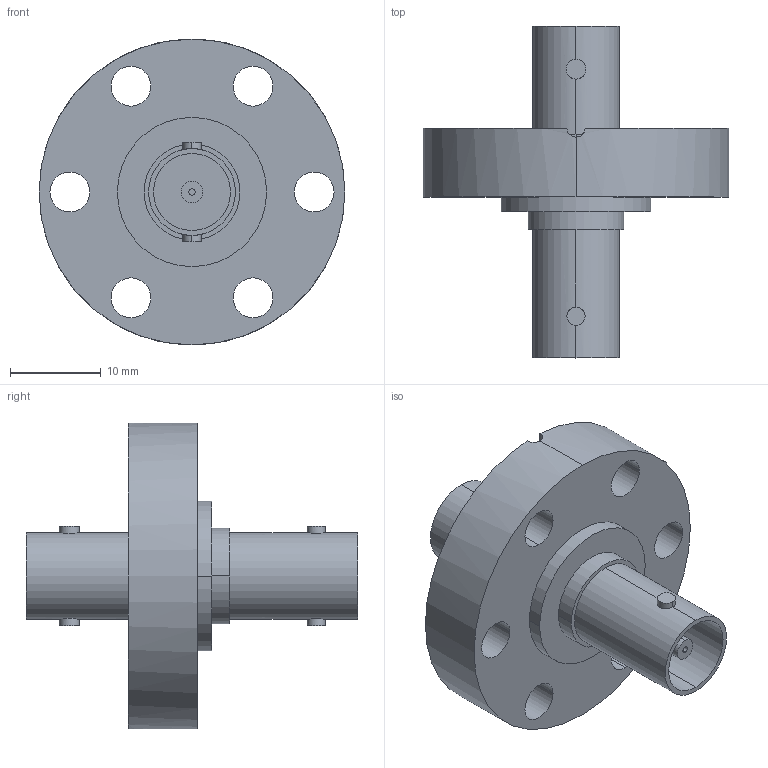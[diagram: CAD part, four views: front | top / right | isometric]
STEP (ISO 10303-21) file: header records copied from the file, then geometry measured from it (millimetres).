
FILE_DESCRIPTION (( 'STEP AP214' ), '1' );
FILE_NAME ('242-MHVD50-C16.step', '2025-02-18T20:48:04', ( '' ), ( '' ), 'SwSTEP 2.0', 'SolidWorks 2022', '' );
FILE_SCHEMA (( 'AUTOMOTIVE_DESIGN' ));
Length unit declared in the file: millimetre
Products named in the file (3): 242-MHVD50-C16; 419-CF16-WX2_Bearb. auf 16.5; 242-MHVD50
Assembly tree (2 placements, depth 2):
  242-MHVD50-C16
    419-CF16-WX2_Bearb. auf 16.5
    242-MHVD50
Bounding box: 33.8 x 36.67 x 33.8 mm (x, y, z)
Volume: 5644.7 mm3; surface area: 6900.7 mm2
Topology: 3 solids, 4 shells, 82 faces, 180 edges, 116 vertices
Faces by surface type: cylinder 54, plane 24, cone 4
Entity records: 3203 total; most frequent: CARTESIAN_POINT 591, DIRECTION 438, ORIENTED_EDGE 360, AXIS2_PLACEMENT_3D 187, EDGE_CURVE 180, VERTEX_POINT 116, EDGE_LOOP 106, CIRCLE 100
